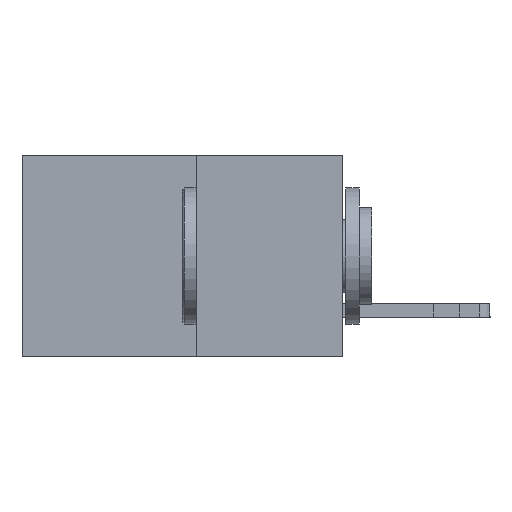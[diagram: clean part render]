
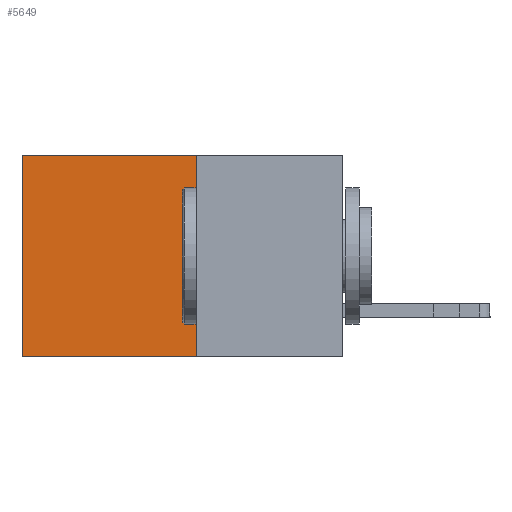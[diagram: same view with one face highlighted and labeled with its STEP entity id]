
A CAD part, left-side view. The second image highlights one B-rep face of the part: STEP entity #5649.
In plain terms, the highlighted planar face has unit normal (-1, 0, 0).
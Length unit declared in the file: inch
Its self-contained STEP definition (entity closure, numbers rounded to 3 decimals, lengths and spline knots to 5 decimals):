
#266 = CARTESIAN_POINT ( 'NONE',  ( 0.277, 0.59, -0.37 ) ) ;
#801 = PLANE ( 'NONE',  #12156 ) ;
#1341 = VECTOR ( 'NONE', #7677, 39.37008 ) ;
#1787 = CARTESIAN_POINT ( 'NONE',  ( 0.277, 0.27, 0. ) ) ;
#2548 = VECTOR ( 'NONE', #15009, 39.37008 ) ;
#2870 = EDGE_CURVE ( 'NONE', #9249, #4850, #7299, .T. ) ;
#4075 = FACE_OUTER_BOUND ( 'NONE', #15749, .T. ) ;
#4113 = ORIENTED_EDGE ( 'NONE', *, *, #2870, .T. ) ;
#4339 = VERTEX_POINT ( 'NONE', #1787 ) ;
#4850 = VERTEX_POINT ( 'NONE', #266 ) ;
#4873 = CARTESIAN_POINT ( 'NONE',  ( 0.277, 0.27, -0.37 ) ) ;
#5649 = ADVANCED_FACE ( 'NONE', ( #4075 ), #801, .F. ) ;
#6189 = VECTOR ( 'NONE', #12379, 39.37008 ) ;
#7299 = LINE ( 'NONE', #9492, #6189 ) ;
#7677 = DIRECTION ( 'NONE',  ( 0., 0., -1. ) ) ;
#8912 = ORIENTED_EDGE ( 'NONE', *, *, #16368, .F. ) ;
#9249 = VERTEX_POINT ( 'NONE', #20845 ) ;
#9492 = CARTESIAN_POINT ( 'NONE',  ( 0.277, 0.59, -0.37 ) ) ;
#9981 = DIRECTION ( 'NONE',  ( 1., 0., 0. ) ) ;
#10602 = VECTOR ( 'NONE', #12135, 39.37008 ) ;
#11420 = EDGE_CURVE ( 'NONE', #22962, #4850, #20594, .T. ) ;
#12135 = DIRECTION ( 'NONE',  ( 0., 1., 0. ) ) ;
#12156 = AXIS2_PLACEMENT_3D ( 'NONE', #18768, #9981, #22376 ) ;
#12379 = DIRECTION ( 'NONE',  ( 0., 0., -1. ) ) ;
#13653 = ORIENTED_EDGE ( 'NONE', *, *, #11420, .F. ) ;
#13810 = LINE ( 'NONE', #18540, #2548 ) ;
#15009 = DIRECTION ( 'NONE',  ( 0., 1., 0. ) ) ;
#15146 = LINE ( 'NONE', #18342, #1341 ) ;
#15662 = CARTESIAN_POINT ( 'NONE',  ( 0.277, 0.27, -0.37 ) ) ;
#15749 = EDGE_LOOP ( 'NONE', ( #4113, #13653, #8912, #19504 ) ) ;
#16368 = EDGE_CURVE ( 'NONE', #4339, #22962, #15146, .T. ) ;
#18342 = CARTESIAN_POINT ( 'NONE',  ( 0.277, 0.27, -0.37 ) ) ;
#18540 = CARTESIAN_POINT ( 'NONE',  ( 0.277, 0.27, 0. ) ) ;
#18768 = CARTESIAN_POINT ( 'NONE',  ( 0.277, 0.27, -0.37 ) ) ;
#19119 = EDGE_CURVE ( 'NONE', #4339, #9249, #13810, .T. ) ;
#19504 = ORIENTED_EDGE ( 'NONE', *, *, #19119, .T. ) ;
#20594 = LINE ( 'NONE', #4873, #10602 ) ;
#20845 = CARTESIAN_POINT ( 'NONE',  ( 0.277, 0.59, 0. ) ) ;
#22376 = DIRECTION ( 'NONE',  ( 0., 0., -1. ) ) ;
#22962 = VERTEX_POINT ( 'NONE', #15662 ) ;
